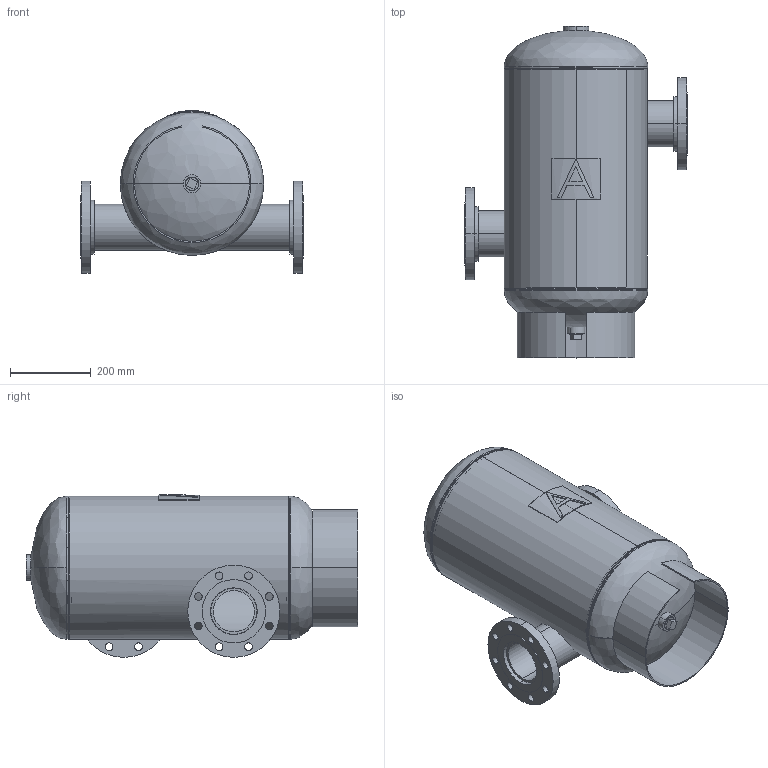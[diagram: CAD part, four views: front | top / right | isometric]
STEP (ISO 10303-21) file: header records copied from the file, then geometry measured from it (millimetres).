
FILE_DESCRIPTION (( 'STEP AP203' ), '1' );
FILE_NAME ('SPA-4.STEP', '2021-03-17T17:50:54', ( '' ), ( '' ), 'SwSTEP 2.0', 'SolidWorks 2021', '' );
FILE_SCHEMA (( 'CONFIG_CONTROL_DESIGN' ));
Length unit declared in the file: inch
Products named in the file (12): PLUGS_9500150; 72A0194; 9301090_9; SPA-4; 9200060; 05004001; 9600830_14" VERT; 9500050; 9500070; 99Q0193; SORF FLANGES ASME B16.5_4 150# SA-105
Assembly tree (12 placements, depth 3):
  SPA-4
    05004001
    9200060
    9200060
    9500050
    9500070
    PLUGS_9500150
    72A0194  x2
      9301090_9
      SORF FLANGES ASME B16.5_4 150# SA-105
    99Q0193
    9600830_14" VERT
Bounding box: 552.45 x 823.54 x 403.71 mm (x, y, z)
Volume: 4789880.7 mm3; surface area: 2528807.2 mm2
Topology: 12 solids, 12 shells, 208 faces, 479 edges, 302 vertices
Faces by surface type: cylinder 106, plane 44, cone 24, bspline 22, torus 12
Entity records: 12292 total; most frequent: CARTESIAN_POINT 6988, DIRECTION 886, ORIENTED_EDGE 790, EDGE_CURVE 395, AXIS2_PLACEMENT_3D 378, VERTEX_POINT 246, EDGE_LOOP 211, CIRCLE 210
